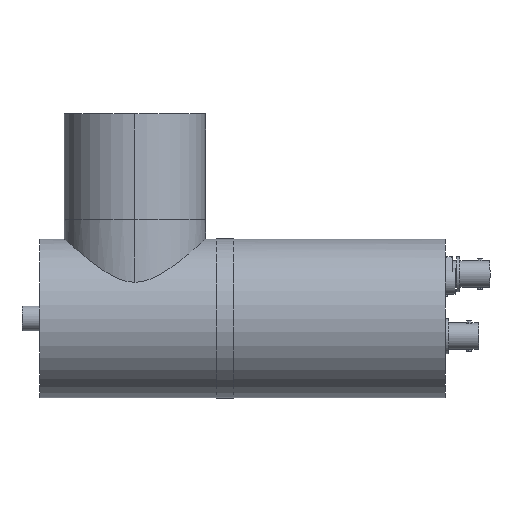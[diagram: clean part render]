
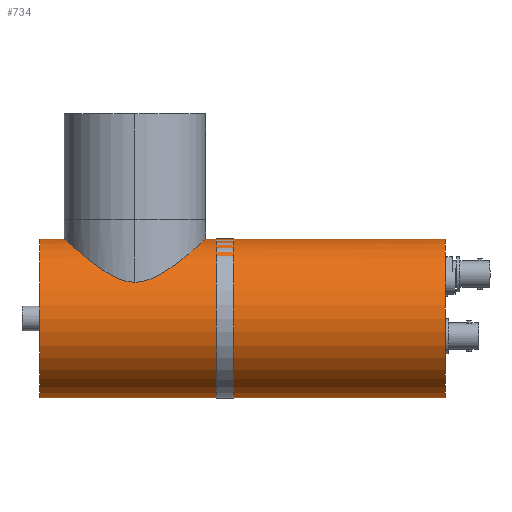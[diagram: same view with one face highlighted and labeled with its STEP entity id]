
A CAD part, left-side view. The second image highlights one B-rep face of the part: STEP entity #734.
In plain terms, the highlighted cylindrical face has radius 28.575 mm (diameter 57.15 mm), a partial arc.
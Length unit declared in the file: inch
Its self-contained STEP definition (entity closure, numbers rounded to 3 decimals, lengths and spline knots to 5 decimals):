
#734=ADVANCED_FACE('',(#1551),#1552,.T.);
#1551=FACE_OUTER_BOUND('',#2503,.T.);
#1552=CYLINDRICAL_SURFACE('',#2504,1.125);
#2503=EDGE_LOOP('',(#4299,#4300,#4301,#4302,#4303,#4304,#4305));
#2504=AXIS2_PLACEMENT_3D('',#4306,#4307,#4308);
#4299=ORIENTED_EDGE('',*,*,#6023,.T.);
#4300=ORIENTED_EDGE('',*,*,#5687,.T.);
#4301=ORIENTED_EDGE('',*,*,#5946,.T.);
#4302=ORIENTED_EDGE('',*,*,#6024,.T.);
#4303=ORIENTED_EDGE('',*,*,#5487,.F.);
#4304=ORIENTED_EDGE('',*,*,#6025,.T.);
#4305=ORIENTED_EDGE('',*,*,#5540,.F.);
#4306=CARTESIAN_POINT('',(0.0,2.875,0.0));
#4307=DIRECTION('',(0.0,1.0,0.0));
#4308=DIRECTION('',(0.0,0.0,1.0));
#5487=EDGE_CURVE('',#6555,#6554,#6557,.T.);
#5540=EDGE_CURVE('',#6642,#6643,#6644,.T.);
#5687=EDGE_CURVE('',#6888,#6886,#6889,.T.);
#5946=EDGE_CURVE('',#6886,#7261,#7263,.T.);
#6023=EDGE_CURVE('',#6642,#6888,#7361,.T.);
#6024=EDGE_CURVE('',#7261,#6554,#7362,.T.);
#6025=EDGE_CURVE('',#6555,#6643,#7363,.T.);
#6554=VERTEX_POINT('',#8075);
#6555=VERTEX_POINT('',#8076);
#6557=CIRCLE('',#8078,1.125);
#6642=VERTEX_POINT('',#8197);
#6643=VERTEX_POINT('',#8198);
#6644=CIRCLE('',#8199,1.125);
#6886=VERTEX_POINT('',#8554);
#6888=VERTEX_POINT('',#8557);
#6889=B_SPLINE_CURVE_WITH_KNOTS('',3,(#8558,#8559,#8560,#8561,#8562,#8563,#8564,#8565,#8566,#8567),.UNSPECIFIED.,.F.,.F.,(4,2,2,2,4),(3.53121,3.82385,4.1165,4.41239,4.70829),.UNSPECIFIED.);
#7261=VERTEX_POINT('',#9194);
#7263=B_SPLINE_CURVE_WITH_KNOTS('',3,(#9205,#9206,#9207,#9208,#9209,#9210,#9211,#9212,#9213,#9214),.UNSPECIFIED.,.F.,.F.,(4,2,2,2,4),(0.0,0.2959,0.59179,0.88443,1.17707),.UNSPECIFIED.);
#7361=LINE('',#9391,#9392);
#7362=LINE('',#9393,#9394);
#7363=LINE('',#9395,#9396);
#8075=CARTESIAN_POINT('',(0.0,5.75,1.125));
#8076=CARTESIAN_POINT('',(0.,5.75,-1.125));
#8078=AXIS2_PLACEMENT_3D('',#10030,#10031,#10032);
#8197=CARTESIAN_POINT('',(0.0,0.0,1.125));
#8198=CARTESIAN_POINT('',(0.,0.0,-1.125));
#8199=AXIS2_PLACEMENT_3D('',#10106,#10107,#10108);
#8554=CARTESIAN_POINT('',(-0.75,4.4,0.83853));
#8557=CARTESIAN_POINT('',(0.,3.65,1.125));
#8558=CARTESIAN_POINT('',(0.,3.65,1.125));
#8559=CARTESIAN_POINT('',(-0.09755,3.65,1.125));
#8560=CARTESIAN_POINT('',(-0.19952,3.67016,1.11126));
#8561=CARTESIAN_POINT('',(-0.38356,3.74781,1.06188));
#8562=CARTESIAN_POINT('',(-0.46581,3.80515,1.02664));
#8563=CARTESIAN_POINT('',(-0.59557,3.93491,0.95729));
#8564=CARTESIAN_POINT('',(-0.65244,4.017,0.91779));
#8565=CARTESIAN_POINT('',(-0.72963,4.20001,0.8577));
#8566=CARTESIAN_POINT('',(-0.75,4.30137,0.83853));
#8567=CARTESIAN_POINT('',(-0.75,4.4,0.83853));
#9194=CARTESIAN_POINT('',(0.,5.15,1.125));
#9205=CARTESIAN_POINT('',(-0.75,4.4,0.83853));
#9206=CARTESIAN_POINT('',(-0.75,4.49863,0.83853));
#9207=CARTESIAN_POINT('',(-0.72963,4.59999,0.8577));
#9208=CARTESIAN_POINT('',(-0.65244,4.783,0.91779));
#9209=CARTESIAN_POINT('',(-0.59557,4.86509,0.95729));
#9210=CARTESIAN_POINT('',(-0.46581,4.99485,1.02664));
#9211=CARTESIAN_POINT('',(-0.38356,5.05219,1.06188));
#9212=CARTESIAN_POINT('',(-0.19952,5.12984,1.11126));
#9213=CARTESIAN_POINT('',(-0.09755,5.15,1.125));
#9214=CARTESIAN_POINT('',(0.,5.15,1.125));
#9391=CARTESIAN_POINT('',(0.,2.875,1.125));
#9392=VECTOR('',#10705,1.0);
#9393=CARTESIAN_POINT('',(0.,2.875,1.125));
#9394=VECTOR('',#10706,1.0);
#9395=CARTESIAN_POINT('',(0.,2.875,-1.125));
#9396=VECTOR('',#10707,1.0);
#10030=CARTESIAN_POINT('',(0.0,5.75,0.0));
#10031=DIRECTION('',(0.0,1.0,0.0));
#10032=DIRECTION('',(0.0,0.0,1.0));
#10106=CARTESIAN_POINT('',(0.0,0.0,0.0));
#10107=DIRECTION('',(0.0,-1.0,0.0));
#10108=DIRECTION('',(0.0,0.0,1.0));
#10705=DIRECTION('',(0.0,1.0,0.0));
#10706=DIRECTION('',(0.0,1.0,0.0));
#10707=DIRECTION('',(-0.0,-1.0,-0.0));
